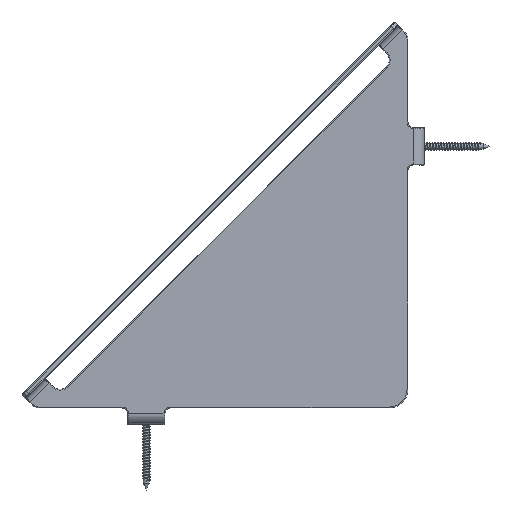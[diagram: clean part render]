
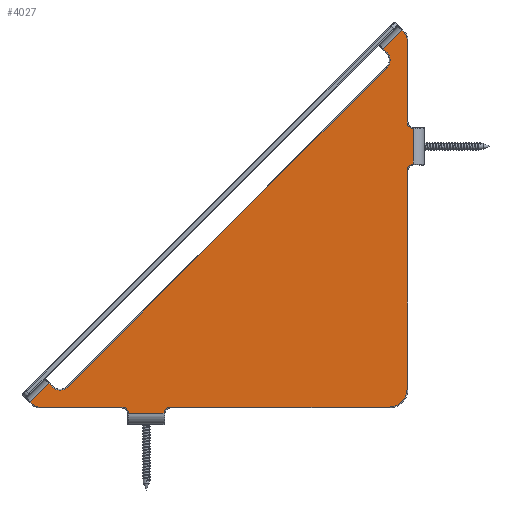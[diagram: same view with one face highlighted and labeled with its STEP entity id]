
A CAD part, top view. The second image highlights one B-rep face of the part: STEP entity #4027.
In plain terms, the highlighted planar face has unit normal (0, 0, 1).
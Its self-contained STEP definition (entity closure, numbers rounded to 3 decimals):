
#260=PLANE('',#4439);
#320=LINE('',#6114,#499);
#321=LINE('',#6120,#500);
#325=LINE('',#6152,#504);
#329=LINE('',#6179,#508);
#331=LINE('',#6191,#510);
#337=LINE('',#6327,#516);
#339=LINE('',#6339,#518);
#348=LINE('',#6433,#527);
#353=LINE('',#6493,#532);
#354=LINE('',#6495,#533);
#355=LINE('',#6496,#534);
#356=LINE('',#6499,#535);
#357=LINE('',#6501,#536);
#499=VECTOR('',#4930,1000.);
#500=VECTOR('',#4939,1000.);
#504=VECTOR('',#4983,1000.);
#508=VECTOR('',#5013,1000.);
#510=VECTOR('',#5027,1000.);
#516=VECTOR('',#5089,1000.);
#518=VECTOR('',#5103,1000.);
#527=VECTOR('',#5154,1000.);
#532=VECTOR('',#5187,1000.);
#533=VECTOR('',#5190,1000.);
#534=VECTOR('',#5191,1000.);
#535=VECTOR('',#5194,1000.);
#536=VECTOR('',#5195,1000.);
#1012=ORIENTED_EDGE('',*,*,#2048,.T.);
#1013=ORIENTED_EDGE('',*,*,#2047,.T.);
#1014=ORIENTED_EDGE('',*,*,#2045,.T.);
#1015=ORIENTED_EDGE('',*,*,#2043,.T.);
#1016=ORIENTED_EDGE('',*,*,#2064,.T.);
#1017=ORIENTED_EDGE('',*,*,#2165,.T.);
#1018=ORIENTED_EDGE('',*,*,#2077,.T.);
#1019=ORIENTED_EDGE('',*,*,#2080,.T.);
#1020=ORIENTED_EDGE('',*,*,#2083,.T.);
#1021=ORIENTED_EDGE('',*,*,#2088,.T.);
#1022=ORIENTED_EDGE('',*,*,#2166,.F.);
#1023=ORIENTED_EDGE('',*,*,#2112,.T.);
#1024=ORIENTED_EDGE('',*,*,#2115,.T.);
#1025=ORIENTED_EDGE('',*,*,#2118,.T.);
#1026=ORIENTED_EDGE('',*,*,#2121,.T.);
#1027=ORIENTED_EDGE('',*,*,#2122,.T.);
#1028=ORIENTED_EDGE('',*,*,#2148,.F.);
#1029=ORIENTED_EDGE('',*,*,#2161,.T.);
#1030=ORIENTED_EDGE('',*,*,#2164,.T.);
#1031=ORIENTED_EDGE('',*,*,#2167,.T.);
#1032=ORIENTED_EDGE('',*,*,#2168,.T.);
#1033=ORIENTED_EDGE('',*,*,#2169,.F.);
#2043=EDGE_CURVE('',#2648,#2649,#3009,.T.);
#2045=EDGE_CURVE('',#2650,#2648,#320,.F.);
#2047=EDGE_CURVE('',#2651,#2650,#3012,.F.);
#2048=EDGE_CURVE('',#2652,#2651,#321,.F.);
#2064=EDGE_CURVE('',#2649,#2659,#325,.T.);
#2077=EDGE_CURVE('',#2667,#2669,#329,.T.);
#2080=EDGE_CURVE('',#2669,#2671,#3036,.T.);
#2083=EDGE_CURVE('',#2671,#2673,#331,.T.);
#2088=EDGE_CURVE('',#2673,#2677,#3038,.T.);
#2112=EDGE_CURVE('',#2692,#2695,#3054,.T.);
#2115=EDGE_CURVE('',#2695,#2697,#337,.T.);
#2118=EDGE_CURVE('',#2697,#2699,#3058,.T.);
#2121=EDGE_CURVE('',#2699,#2701,#339,.T.);
#2122=EDGE_CURVE('',#2701,#2702,#3060,.T.);
#2148=EDGE_CURVE('',#2720,#2702,#348,.T.);
#2161=EDGE_CURVE('',#2720,#2726,#3079,.T.);
#2164=EDGE_CURVE('',#2726,#2728,#353,.T.);
#2165=EDGE_CURVE('',#2659,#2667,#354,.T.);
#2166=EDGE_CURVE('',#2692,#2677,#355,.T.);
#2167=EDGE_CURVE('',#2728,#2729,#3081,.T.);
#2168=EDGE_CURVE('',#2729,#2730,#356,.T.);
#2169=EDGE_CURVE('',#2652,#2730,#357,.T.);
#2648=VERTEX_POINT('',#6107);
#2649=VERTEX_POINT('',#6109);
#2650=VERTEX_POINT('',#6113);
#2651=VERTEX_POINT('',#6117);
#2652=VERTEX_POINT('',#6121);
#2659=VERTEX_POINT('',#6149);
#2667=VERTEX_POINT('',#6172);
#2669=VERTEX_POINT('',#6178);
#2671=VERTEX_POINT('',#6184);
#2673=VERTEX_POINT('',#6190);
#2677=VERTEX_POINT('',#6229);
#2692=VERTEX_POINT('',#6305);
#2695=VERTEX_POINT('',#6320);
#2697=VERTEX_POINT('',#6326);
#2699=VERTEX_POINT('',#6332);
#2701=VERTEX_POINT('',#6338);
#2702=VERTEX_POINT('',#6342);
#2720=VERTEX_POINT('',#6432);
#2726=VERTEX_POINT('',#6486);
#2728=VERTEX_POINT('',#6492);
#2729=VERTEX_POINT('',#6498);
#2730=VERTEX_POINT('',#6500);
#3009=CIRCLE('',#4324,5.5);
#3012=CIRCLE('',#4329,5.5);
#3036=CIRCLE('',#4367,4.5);
#3038=CIRCLE('',#4371,3.5);
#3054=CIRCLE('',#4395,3.5);
#3058=CIRCLE('',#4401,9.5);
#3060=CIRCLE('',#4405,3.5);
#3079=CIRCLE('',#4436,3.5);
#3081=CIRCLE('',#4440,4.5);
#3342=EDGE_LOOP('',(#1012,#1013,#1014,#1015,#1016,#1017,#1018,#1019,#1020,
#1021,#1022,#1023,#1024,#1025,#1026,#1027,#1028,#1029,#1030,#1031,#1032,
#1033));
#3637=FACE_BOUND('',#3342,.T.);
#4027=ADVANCED_FACE('',(#3637),#260,.T.);
#4324=AXIS2_PLACEMENT_3D('',#6110,#4924,#4925);
#4329=AXIS2_PLACEMENT_3D('',#6118,#4935,#4936);
#4367=AXIS2_PLACEMENT_3D('',#6185,#5020,#5021);
#4371=AXIS2_PLACEMENT_3D('',#6236,#5030,#5031);
#4395=AXIS2_PLACEMENT_3D('',#6321,#5082,#5083);
#4401=AXIS2_PLACEMENT_3D('',#6333,#5096,#5097);
#4405=AXIS2_PLACEMENT_3D('',#6341,#5106,#5107);
#4436=AXIS2_PLACEMENT_3D('',#6487,#5180,#5181);
#4439=AXIS2_PLACEMENT_3D('',#6494,#5188,#5189);
#4440=AXIS2_PLACEMENT_3D('',#6497,#5192,#5193);
#4924=DIRECTION('',(0.,0.,-1.));
#4925=DIRECTION('',(-0.707,0.707,0.));
#4930=DIRECTION('',(-0.707,-0.707,0.));
#4935=DIRECTION('',(0.,0.,1.));
#4936=DIRECTION('',(1.,0.,0.));
#4939=DIRECTION('',(0.707,-0.707,0.));
#4983=DIRECTION('',(0.707,-0.707,0.));
#5013=DIRECTION('',(-0.707,0.707,0.));
#5020=DIRECTION('',(0.,0.,1.));
#5021=DIRECTION('',(0.707,0.707,0.));
#5027=DIRECTION('',(-1.,0.,0.));
#5030=DIRECTION('',(0.,0.,-1.));
#5031=DIRECTION('',(0.,-1.,0.));
#5082=DIRECTION('',(0.,0.,-1.));
#5083=DIRECTION('',(0.999,-0.043,0.));
#5089=DIRECTION('',(-1.,0.,0.));
#5096=DIRECTION('',(0.,0.,1.));
#5097=DIRECTION('',(0.,1.,0.));
#5103=DIRECTION('',(0.,-1.,0.));
#5106=DIRECTION('',(0.,0.,-1.));
#5107=DIRECTION('',(1.,0.,0.));
#5154=DIRECTION('',(0.,1.,0.));
#5180=DIRECTION('',(0.,0.,-1.));
#5181=DIRECTION('',(0.043,0.999,0.));
#5187=DIRECTION('',(0.,-1.,0.));
#5188=DIRECTION('',(0.,0.,1.));
#5189=DIRECTION('',(1.,0.,0.));
#5190=DIRECTION('',(0.707,0.707,0.));
#5191=DIRECTION('',(1.,0.,0.));
#5192=DIRECTION('',(0.,0.,1.));
#5193=DIRECTION('',(-1.,0.,0.));
#5194=DIRECTION('',(0.707,-0.707,0.));
#5195=DIRECTION('',(-0.707,-0.707,0.));
#6107=CARTESIAN_POINT('',(182.23,-11.11,3.));
#6109=CARTESIAN_POINT('',(190.008,-11.11,3.));
#6110=CARTESIAN_POINT('',(186.119,-14.999,3.));
#6113=CARTESIAN_POINT('',(11.11,-182.23,3.));
#6114=CARTESIAN_POINT('',(96.67,-96.67,3.));
#6117=CARTESIAN_POINT('',(11.11,-190.008,3.));
#6118=CARTESIAN_POINT('',(14.999,-186.119,3.));
#6120=CARTESIAN_POINT('',(16.413,-195.311,3.));
#6121=CARTESIAN_POINT('',(13.231,-192.129,3.));
#6149=CARTESIAN_POINT('',(192.129,-13.231,3.));
#6152=CARTESIAN_POINT('',(89.449,89.449,3.));
#6172=CARTESIAN_POINT('',(202.029,-3.332,3.));
#6178=CARTESIAN_POINT('',(200.515,-1.818,3.));
#6179=CARTESIAN_POINT('',(202.029,-3.332,3.));
#6184=CARTESIAN_POINT('',(197.333,-0.5,3.));
#6185=CARTESIAN_POINT('',(197.333,-5.,3.));
#6190=CARTESIAN_POINT('',(153.,-0.5,3.));
#6191=CARTESIAN_POINT('',(197.333,-0.5,3.));
#6229=CARTESIAN_POINT('',(149.503,2.85,3.));
#6236=CARTESIAN_POINT('',(153.,3.,3.));
#6305=CARTESIAN_POINT('',(130.497,2.85,3.));
#6320=CARTESIAN_POINT('',(127.,-0.5,3.));
#6321=CARTESIAN_POINT('',(127.,3.,3.));
#6326=CARTESIAN_POINT('',(10.,-0.5,3.));
#6327=CARTESIAN_POINT('',(127.,-0.5,3.));
#6332=CARTESIAN_POINT('',(0.5,-10.,3.));
#6333=CARTESIAN_POINT('',(10.,-10.,3.));
#6338=CARTESIAN_POINT('',(0.5,-127.,3.));
#6339=CARTESIAN_POINT('',(0.5,-10.,3.));
#6341=CARTESIAN_POINT('',(-3.,-127.,3.));
#6342=CARTESIAN_POINT('',(-2.85,-130.497,3.));
#6432=CARTESIAN_POINT('',(-2.85,-149.503,3.));
#6433=CARTESIAN_POINT('',(-2.85,0.,3.));
#6486=CARTESIAN_POINT('',(0.5,-153.,3.));
#6487=CARTESIAN_POINT('',(-3.,-153.,3.));
#6492=CARTESIAN_POINT('',(0.5,-197.333,3.));
#6493=CARTESIAN_POINT('',(0.5,-153.,3.));
#6494=CARTESIAN_POINT('',(0.,0.,3.));
#6495=CARTESIAN_POINT('',(192.129,-13.231,3.));
#6496=CARTESIAN_POINT('',(0.,2.85,3.));
#6497=CARTESIAN_POINT('',(5.,-197.333,3.));
#6498=CARTESIAN_POINT('',(1.818,-200.515,3.));
#6499=CARTESIAN_POINT('',(1.818,-200.515,3.));
#6500=CARTESIAN_POINT('',(3.332,-202.029,3.));
#6501=CARTESIAN_POINT('',(13.231,-192.129,3.));
